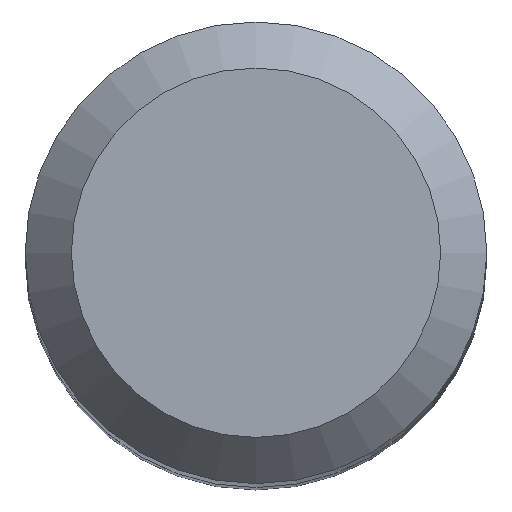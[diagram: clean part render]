
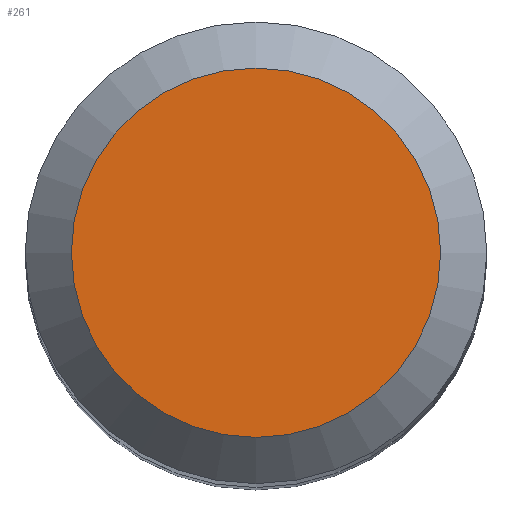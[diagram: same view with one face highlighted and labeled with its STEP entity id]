
A CAD part, top view. The second image highlights one B-rep face of the part: STEP entity #261.
In plain terms, the highlighted planar face has unit normal (0, 0, 1).
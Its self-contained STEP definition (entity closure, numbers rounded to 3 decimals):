
#62 = CARTESIAN_POINT ( 'NONE',  ( 0., 0., 0. ) ) ;
#67 = ORIENTED_EDGE ( 'NONE', *, *, #91, .T. ) ;
#72 = AXIS2_PLACEMENT_3D ( 'NONE', #62, #221, #279 ) ;
#73 = VERTEX_POINT ( 'NONE', #132 ) ;
#82 = PLANE ( 'NONE',  #72 ) ;
#89 = DIRECTION ( 'NONE',  ( 1., 0., 0. ) ) ;
#91 = EDGE_CURVE ( 'NONE', #73, #73, #217, .T. ) ;
#132 = CARTESIAN_POINT ( 'NONE',  ( 4., 0., 0. ) ) ;
#140 = EDGE_LOOP ( 'NONE', ( #67 ) ) ;
#179 = FACE_OUTER_BOUND ( 'NONE', #140, .T. ) ;
#207 = DIRECTION ( 'NONE',  ( 0., 0., 1. ) ) ;
#217 = CIRCLE ( 'NONE', #244, 4. ) ;
#221 = DIRECTION ( 'NONE',  ( 0., 0., 1. ) ) ;
#244 = AXIS2_PLACEMENT_3D ( 'NONE', #264, #207, #89 ) ;
#261 = ADVANCED_FACE ( 'NONE', ( #179 ), #82, .T. ) ;
#264 = CARTESIAN_POINT ( 'NONE',  ( 0., 0., 0. ) ) ;
#279 = DIRECTION ( 'NONE',  ( 1., 0., 0. ) ) ;
